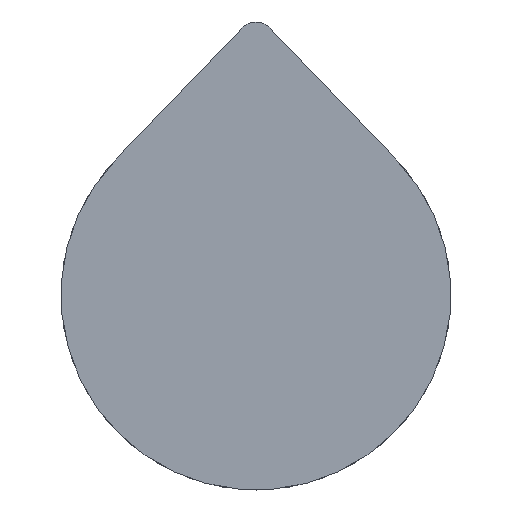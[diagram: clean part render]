
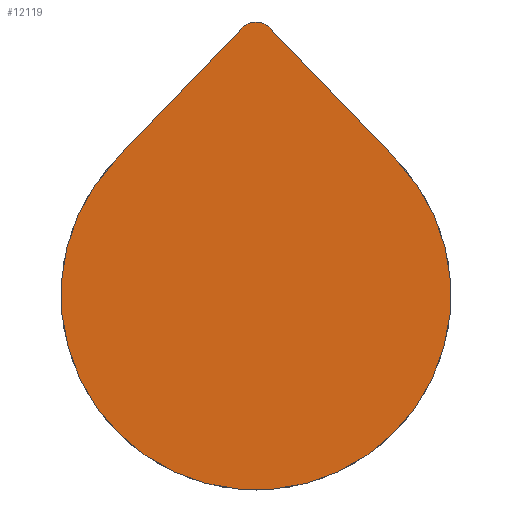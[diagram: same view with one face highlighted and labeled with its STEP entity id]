
A CAD part, front view. The second image highlights one B-rep face of the part: STEP entity #12119.
In plain terms, the highlighted planar face has unit normal (0, -1, 0).
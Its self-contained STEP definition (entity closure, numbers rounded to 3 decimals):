
#120 = DIRECTION ( 'NONE',  ( 0., 0., 1. ) ) ;
#384 = ORIENTED_EDGE ( 'NONE', *, *, #3658, .F. ) ;
#944 = ORIENTED_EDGE ( 'NONE', *, *, #12888, .F. ) ;
#1185 = DIRECTION ( 'NONE',  ( 0., 1., 0. ) ) ;
#1220 = CARTESIAN_POINT ( 'NONE',  ( -3.608, -14.5, 3.462 ) ) ;
#1269 = FACE_OUTER_BOUND ( 'NONE', #3219, .T. ) ;
#1504 = CARTESIAN_POINT ( 'NONE',  ( 0., -14.5, 0. ) ) ;
#1605 = AXIS2_PLACEMENT_3D ( 'NONE', #8309, #1185, #7193 ) ;
#1876 = DIRECTION ( 'NONE',  ( 0.692, 0., -0.722 ) ) ;
#2446 = EDGE_CURVE ( 'NONE', #9702, #11331, #10554, .T. ) ;
#2538 = CARTESIAN_POINT ( 'NONE',  ( -3.608, -14.5, 3.462 ) ) ;
#3056 = VERTEX_POINT ( 'NONE', #1220 ) ;
#3219 = EDGE_LOOP ( 'NONE', ( #8245, #8767, #944, #384 ) ) ;
#3412 = LINE ( 'NONE', #2538, #9704 ) ;
#3580 = DIRECTION ( 'NONE',  ( 0., 1., 0. ) ) ;
#3658 = EDGE_CURVE ( 'NONE', #3056, #11976, #3412, .T. ) ;
#4024 = CIRCLE ( 'NONE', #1605, 5. ) ;
#4127 = DIRECTION ( 'NONE',  ( 0., 1., 0. ) ) ;
#4451 = AXIS2_PLACEMENT_3D ( 'NONE', #1504, #3580, #12848 ) ;
#6342 = CARTESIAN_POINT ( 'NONE',  ( -0.361, -14.5, 6.846 ) ) ;
#7193 = DIRECTION ( 'NONE',  ( 0., 0., 1. ) ) ;
#8245 = ORIENTED_EDGE ( 'NONE', *, *, #11815, .F. ) ;
#8309 = CARTESIAN_POINT ( 'NONE',  ( 0., -14.5, 0. ) ) ;
#8767 = ORIENTED_EDGE ( 'NONE', *, *, #2446, .F. ) ;
#8843 = CIRCLE ( 'NONE', #11782, 0.5 ) ;
#9702 = VERTEX_POINT ( 'NONE', #12869 ) ;
#9704 = VECTOR ( 'NONE', #10866, 1000. ) ;
#9966 = CARTESIAN_POINT ( 'NONE',  ( 0.361, -14.5, 6.846 ) ) ;
#10505 = CARTESIAN_POINT ( 'NONE',  ( 0., -14.5, 6.5 ) ) ;
#10554 = LINE ( 'NONE', #9966, #11715 ) ;
#10738 = PLANE ( 'NONE',  #4451 ) ;
#10866 = DIRECTION ( 'NONE',  ( 0.692, 0., 0.722 ) ) ;
#11331 = VERTEX_POINT ( 'NONE', #12719 ) ;
#11715 = VECTOR ( 'NONE', #1876, 1000. ) ;
#11782 = AXIS2_PLACEMENT_3D ( 'NONE', #10505, #4127, #120 ) ;
#11815 = EDGE_CURVE ( 'NONE', #11331, #3056, #4024, .T. ) ;
#11976 = VERTEX_POINT ( 'NONE', #6342 ) ;
#12119 = ADVANCED_FACE ( 'NONE', ( #1269 ), #10738, .F. ) ;
#12719 = CARTESIAN_POINT ( 'NONE',  ( 3.608, -14.5, 3.462 ) ) ;
#12848 = DIRECTION ( 'NONE',  ( 0., 0., 1. ) ) ;
#12869 = CARTESIAN_POINT ( 'NONE',  ( 0.361, -14.5, 6.846 ) ) ;
#12888 = EDGE_CURVE ( 'NONE', #11976, #9702, #8843, .T. ) ;
